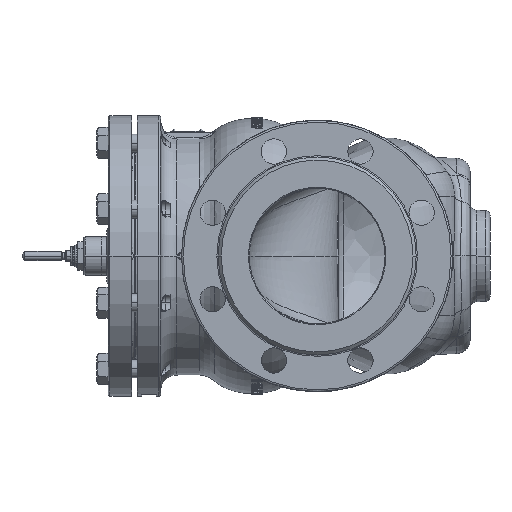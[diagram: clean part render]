
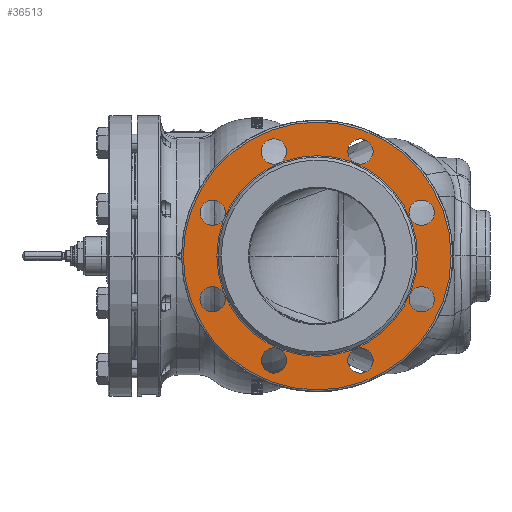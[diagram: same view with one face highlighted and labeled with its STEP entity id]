
A CAD part, left-side view. The second image highlights one B-rep face of the part: STEP entity #36513.
In plain terms, the highlighted planar face has unit normal (-1, 0, 0).
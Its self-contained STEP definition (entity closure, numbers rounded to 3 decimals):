
#418=CARTESIAN_POINT('',(-236.,0.,0.));
#419=DIRECTION('',(1.,0.,0.));
#420=DIRECTION('',(0.,-1.,0.));
#421=AXIS2_PLACEMENT_3D('',#418,#419,#420);
#423=CARTESIAN_POINT('',(-236.,0.,0.));
#424=DIRECTION('',(1.,0.,0.));
#425=DIRECTION('',(0.,1.,0.));
#426=AXIS2_PLACEMENT_3D('',#423,#424,#425);
#428=CARTESIAN_POINT('',(-236.,0.,0.));
#429=DIRECTION('',(1.,0.,0.));
#430=DIRECTION('',(0.,-1.,0.));
#431=AXIS2_PLACEMENT_3D('',#428,#429,#430);
#433=CARTESIAN_POINT('',(-236.,0.,0.));
#434=DIRECTION('',(1.,0.,0.));
#435=DIRECTION('',(0.,1.,0.));
#436=AXIS2_PLACEMENT_3D('',#433,#434,#435);
#438=CARTESIAN_POINT('',(-236.,115.485,-47.835));
#439=DIRECTION('',(-1.,0.,0.));
#440=DIRECTION('',(0.,-1.,0.));
#441=AXIS2_PLACEMENT_3D('',#438,#439,#440);
#443=CARTESIAN_POINT('',(-236.,115.485,-47.835));
#444=DIRECTION('',(-1.,0.,0.));
#445=DIRECTION('',(0.,1.,0.));
#446=AXIS2_PLACEMENT_3D('',#443,#444,#445);
#448=CARTESIAN_POINT('',(-236.,115.485,47.835));
#449=DIRECTION('',(-1.,0.,0.));
#450=DIRECTION('',(0.,-0.707,-0.707));
#451=AXIS2_PLACEMENT_3D('',#448,#449,#450);
#453=CARTESIAN_POINT('',(-236.,115.485,47.835));
#454=DIRECTION('',(-1.,0.,0.));
#455=DIRECTION('',(0.,0.707,0.707));
#456=AXIS2_PLACEMENT_3D('',#453,#454,#455);
#458=CARTESIAN_POINT('',(-236.,47.835,115.485));
#459=DIRECTION('',(-1.,0.,0.));
#460=DIRECTION('',(0.,0.,-1.));
#461=AXIS2_PLACEMENT_3D('',#458,#459,#460);
#463=CARTESIAN_POINT('',(-236.,47.835,115.485));
#464=DIRECTION('',(-1.,0.,0.));
#465=DIRECTION('',(0.,0.,1.));
#466=AXIS2_PLACEMENT_3D('',#463,#464,#465);
#468=CARTESIAN_POINT('',(-236.,-47.835,115.485));
#469=DIRECTION('',(-1.,0.,0.));
#470=DIRECTION('',(0.,0.707,-0.707));
#471=AXIS2_PLACEMENT_3D('',#468,#469,#470);
#473=CARTESIAN_POINT('',(-236.,-47.835,115.485));
#474=DIRECTION('',(-1.,0.,0.));
#475=DIRECTION('',(0.,-0.707,0.707));
#476=AXIS2_PLACEMENT_3D('',#473,#474,#475);
#478=CARTESIAN_POINT('',(-236.,-115.485,47.835));
#479=DIRECTION('',(-1.,0.,0.));
#480=DIRECTION('',(0.,1.,0.));
#481=AXIS2_PLACEMENT_3D('',#478,#479,#480);
#483=CARTESIAN_POINT('',(-236.,-115.485,47.835));
#484=DIRECTION('',(-1.,0.,0.));
#485=DIRECTION('',(0.,-1.,0.));
#486=AXIS2_PLACEMENT_3D('',#483,#484,#485);
#488=CARTESIAN_POINT('',(-236.,-115.485,-47.835));
#489=DIRECTION('',(-1.,0.,0.));
#490=DIRECTION('',(0.,0.707,0.707));
#491=AXIS2_PLACEMENT_3D('',#488,#489,#490);
#493=CARTESIAN_POINT('',(-236.,-115.485,-47.835));
#494=DIRECTION('',(-1.,0.,0.));
#495=DIRECTION('',(0.,-0.707,-0.707));
#496=AXIS2_PLACEMENT_3D('',#493,#494,#495);
#498=CARTESIAN_POINT('',(-236.,-47.835,-115.485));
#499=DIRECTION('',(-1.,0.,0.));
#500=DIRECTION('',(0.,0.,1.));
#501=AXIS2_PLACEMENT_3D('',#498,#499,#500);
#503=CARTESIAN_POINT('',(-236.,-47.835,-115.485));
#504=DIRECTION('',(-1.,0.,0.));
#505=DIRECTION('',(0.,0.,-1.));
#506=AXIS2_PLACEMENT_3D('',#503,#504,#505);
#508=CARTESIAN_POINT('',(-236.,47.835,-115.485));
#509=DIRECTION('',(-1.,0.,0.));
#510=DIRECTION('',(0.,-0.707,0.707));
#511=AXIS2_PLACEMENT_3D('',#508,#509,#510);
#513=CARTESIAN_POINT('',(-236.,47.835,-115.485));
#514=DIRECTION('',(-1.,0.,0.));
#515=DIRECTION('',(0.,0.707,-0.707));
#516=AXIS2_PLACEMENT_3D('',#513,#514,#515);
#34107=CARTESIAN_POINT('',(-236.,101.485,-47.835));
#34109=VERTEX_POINT('',#34107);
#34111=CARTESIAN_POINT('',(-236.,129.485,-47.835));
#34113=VERTEX_POINT('',#34111);
#34115=CARTESIAN_POINT('',(-236.,105.585,37.936));
#34117=VERTEX_POINT('',#34115);
#34119=CARTESIAN_POINT('',(-236.,125.384,57.735));
#34121=VERTEX_POINT('',#34119);
#34123=CARTESIAN_POINT('',(-236.,47.835,101.485));
#34125=VERTEX_POINT('',#34123);
#34127=CARTESIAN_POINT('',(-236.,47.835,129.485));
#34129=VERTEX_POINT('',#34127);
#34131=CARTESIAN_POINT('',(-236.,-37.936,105.585));
#34133=VERTEX_POINT('',#34131);
#34135=CARTESIAN_POINT('',(-236.,-57.735,125.384));
#34137=VERTEX_POINT('',#34135);
#34139=CARTESIAN_POINT('',(-236.,-101.485,47.835));
#34141=VERTEX_POINT('',#34139);
#34143=CARTESIAN_POINT('',(-236.,-129.485,47.835));
#34145=VERTEX_POINT('',#34143);
#34147=CARTESIAN_POINT('',(-236.,-105.585,-37.936));
#34149=VERTEX_POINT('',#34147);
#34151=CARTESIAN_POINT('',(-236.,-125.384,-57.735));
#34153=VERTEX_POINT('',#34151);
#34155=CARTESIAN_POINT('',(-236.,-47.835,-101.485));
#34157=VERTEX_POINT('',#34155);
#34159=CARTESIAN_POINT('',(-236.,-47.835,-129.485));
#34161=VERTEX_POINT('',#34159);
#34163=CARTESIAN_POINT('',(-236.,37.936,-105.585));
#34165=VERTEX_POINT('',#34163);
#34167=CARTESIAN_POINT('',(-236.,57.735,-125.384));
#34169=VERTEX_POINT('',#34167);
#34195=CARTESIAN_POINT('',(-236.,-110.828,0.));
#34196=CARTESIAN_POINT('',(-236.,110.828,0.));
#34197=VERTEX_POINT('',#34195);
#34198=VERTEX_POINT('',#34196);
#34215=CARTESIAN_POINT('',(-236.,-148.,0.));
#34216=CARTESIAN_POINT('',(-236.,148.,0.));
#34217=VERTEX_POINT('',#34215);
#34218=VERTEX_POINT('',#34216);
#36450=CARTESIAN_POINT('',(-236.,0.,0.));
#36451=DIRECTION('',(1.,0.,0.));
#36452=DIRECTION('',(0.,-1.,0.));
#36453=AXIS2_PLACEMENT_3D('',#36450,#36451,#36452);
#36454=PLANE('',#36453);
#36456=ORIENTED_EDGE('',*,*,#36455,.T.);
#36458=ORIENTED_EDGE('',*,*,#36457,.T.);
#36459=EDGE_LOOP('',(#36456,#36458));
#36460=FACE_OUTER_BOUND('',#36459,.F.);
#36461=ORIENTED_EDGE('',*,*,#36430,.F.);
#36462=ORIENTED_EDGE('',*,*,#36444,.F.);
#36463=EDGE_LOOP('',(#36461,#36462));
#36464=FACE_BOUND('',#36463,.F.);
#36466=ORIENTED_EDGE('',*,*,#36465,.T.);
#36468=ORIENTED_EDGE('',*,*,#36467,.T.);
#36469=EDGE_LOOP('',(#36466,#36468));
#36470=FACE_BOUND('',#36469,.F.);
#36472=ORIENTED_EDGE('',*,*,#36471,.T.);
#36474=ORIENTED_EDGE('',*,*,#36473,.T.);
#36475=EDGE_LOOP('',(#36472,#36474));
#36476=FACE_BOUND('',#36475,.F.);
#36478=ORIENTED_EDGE('',*,*,#36477,.T.);
#36480=ORIENTED_EDGE('',*,*,#36479,.T.);
#36481=EDGE_LOOP('',(#36478,#36480));
#36482=FACE_BOUND('',#36481,.F.);
#36484=ORIENTED_EDGE('',*,*,#36483,.T.);
#36486=ORIENTED_EDGE('',*,*,#36485,.T.);
#36487=EDGE_LOOP('',(#36484,#36486));
#36488=FACE_BOUND('',#36487,.F.);
#36490=ORIENTED_EDGE('',*,*,#36489,.T.);
#36492=ORIENTED_EDGE('',*,*,#36491,.T.);
#36493=EDGE_LOOP('',(#36490,#36492));
#36494=FACE_BOUND('',#36493,.F.);
#36496=ORIENTED_EDGE('',*,*,#36495,.T.);
#36498=ORIENTED_EDGE('',*,*,#36497,.T.);
#36499=EDGE_LOOP('',(#36496,#36498));
#36500=FACE_BOUND('',#36499,.F.);
#36502=ORIENTED_EDGE('',*,*,#36501,.T.);
#36504=ORIENTED_EDGE('',*,*,#36503,.T.);
#36505=EDGE_LOOP('',(#36502,#36504));
#36506=FACE_BOUND('',#36505,.F.);
#36508=ORIENTED_EDGE('',*,*,#36507,.T.);
#36510=ORIENTED_EDGE('',*,*,#36509,.T.);
#36511=EDGE_LOOP('',(#36508,#36510));
#36512=FACE_BOUND('',#36511,.F.);
#36513=ADVANCED_FACE('',(#36460,#36464,#36470,#36476,#36482,#36488,#36494,
#36500,#36506,#36512),#36454,.F.);
#422=CIRCLE('',#421,110.828);
#427=CIRCLE('',#426,110.828);
#432=CIRCLE('',#431,148.);
#437=CIRCLE('',#436,148.);
#442=CIRCLE('',#441,14.);
#447=CIRCLE('',#446,14.);
#452=CIRCLE('',#451,14.);
#457=CIRCLE('',#456,14.);
#462=CIRCLE('',#461,14.);
#467=CIRCLE('',#466,14.);
#472=CIRCLE('',#471,14.);
#477=CIRCLE('',#476,14.);
#482=CIRCLE('',#481,14.);
#487=CIRCLE('',#486,14.);
#492=CIRCLE('',#491,14.);
#497=CIRCLE('',#496,14.);
#502=CIRCLE('',#501,14.);
#507=CIRCLE('',#506,14.);
#512=CIRCLE('',#511,14.);
#517=CIRCLE('',#516,14.);
#36430=EDGE_CURVE('',#34197,#34198,#422,.T.);
#36444=EDGE_CURVE('',#34198,#34197,#427,.T.);
#36455=EDGE_CURVE('',#34217,#34218,#432,.T.);
#36457=EDGE_CURVE('',#34218,#34217,#437,.T.);
#36465=EDGE_CURVE('',#34109,#34113,#442,.T.);
#36467=EDGE_CURVE('',#34113,#34109,#447,.T.);
#36471=EDGE_CURVE('',#34117,#34121,#452,.T.);
#36473=EDGE_CURVE('',#34121,#34117,#457,.T.);
#36477=EDGE_CURVE('',#34125,#34129,#462,.T.);
#36479=EDGE_CURVE('',#34129,#34125,#467,.T.);
#36483=EDGE_CURVE('',#34133,#34137,#472,.T.);
#36485=EDGE_CURVE('',#34137,#34133,#477,.T.);
#36489=EDGE_CURVE('',#34141,#34145,#482,.T.);
#36491=EDGE_CURVE('',#34145,#34141,#487,.T.);
#36495=EDGE_CURVE('',#34149,#34153,#492,.T.);
#36497=EDGE_CURVE('',#34153,#34149,#497,.T.);
#36501=EDGE_CURVE('',#34157,#34161,#502,.T.);
#36503=EDGE_CURVE('',#34161,#34157,#507,.T.);
#36507=EDGE_CURVE('',#34165,#34169,#512,.T.);
#36509=EDGE_CURVE('',#34169,#34165,#517,.T.);
